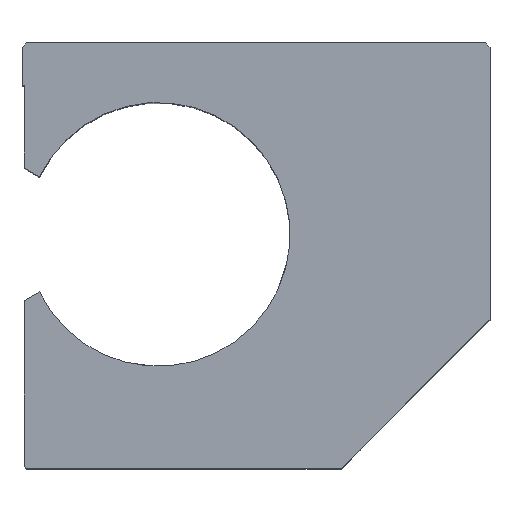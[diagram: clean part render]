
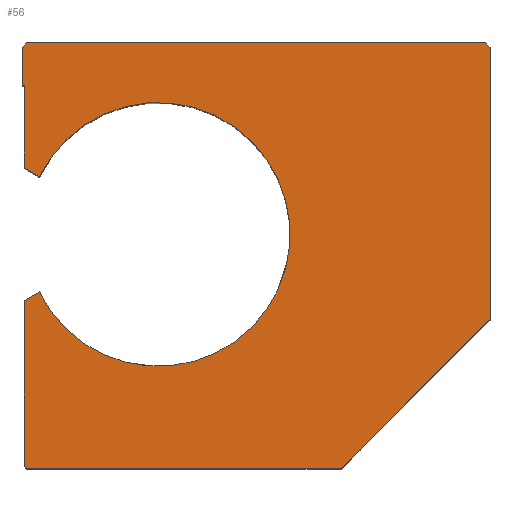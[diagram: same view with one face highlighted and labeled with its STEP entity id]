
A CAD part, top view. The second image highlights one B-rep face of the part: STEP entity #56.
In plain terms, the highlighted planar face has unit normal (0, 0, 1).
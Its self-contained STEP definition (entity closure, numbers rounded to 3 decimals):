
#56 = ADVANCED_FACE( '', ( #137 ), #138, .T. );
#137 = FACE_OUTER_BOUND( '', #262, .T. );
#138 = PLANE( '', #263 );
#262 = EDGE_LOOP( '', ( #381, #382, #383, #384, #385, #386, #387, #388, #389, #390, #391, #392, #393, #394 ) );
#263 = AXIS2_PLACEMENT_3D( '', #395, #396, #397 );
#381 = ORIENTED_EDGE( '', *, *, #641, .T. );
#382 = ORIENTED_EDGE( '', *, *, #642, .T. );
#383 = ORIENTED_EDGE( '', *, *, #643, .T. );
#384 = ORIENTED_EDGE( '', *, *, #644, .T. );
#385 = ORIENTED_EDGE( '', *, *, #645, .T. );
#386 = ORIENTED_EDGE( '', *, *, #646, .F. );
#387 = ORIENTED_EDGE( '', *, *, #647, .T. );
#388 = ORIENTED_EDGE( '', *, *, #648, .T. );
#389 = ORIENTED_EDGE( '', *, *, #649, .T. );
#390 = ORIENTED_EDGE( '', *, *, #650, .T. );
#391 = ORIENTED_EDGE( '', *, *, #651, .T. );
#392 = ORIENTED_EDGE( '', *, *, #652, .T. );
#393 = ORIENTED_EDGE( '', *, *, #653, .T. );
#394 = ORIENTED_EDGE( '', *, *, #654, .T. );
#395 = CARTESIAN_POINT( '', ( -23., 55., 91. ) );
#396 = DIRECTION( '', ( 0., 0., 1. ) );
#397 = DIRECTION( '', ( 1., 0., 0. ) );
#641 = EDGE_CURVE( '', #739, #740, #741, .T. );
#642 = EDGE_CURVE( '', #740, #742, #743, .T. );
#643 = EDGE_CURVE( '', #742, #744, #745, .T. );
#644 = EDGE_CURVE( '', #744, #746, #747, .T. );
#645 = EDGE_CURVE( '', #746, #748, #749, .T. );
#646 = EDGE_CURVE( '', #750, #748, #751, .T. );
#647 = EDGE_CURVE( '', #750, #752, #753, .T. );
#648 = EDGE_CURVE( '', #752, #754, #755, .T. );
#649 = EDGE_CURVE( '', #754, #756, #757, .T. );
#650 = EDGE_CURVE( '', #756, #758, #759, .T. );
#651 = EDGE_CURVE( '', #758, #760, #761, .T. );
#652 = EDGE_CURVE( '', #760, #762, #763, .T. );
#653 = EDGE_CURVE( '', #762, #764, #765, .T. );
#654 = EDGE_CURVE( '', #764, #739, #766, .T. );
#739 = VERTEX_POINT( '', #887 );
#740 = VERTEX_POINT( '', #888 );
#741 = LINE( '', #889, #890 );
#742 = VERTEX_POINT( '', #891 );
#743 = LINE( '', #892, #893 );
#744 = VERTEX_POINT( '', #894 );
#745 = LINE( '', #895, #896 );
#746 = VERTEX_POINT( '', #897 );
#747 = LINE( '', #898, #899 );
#748 = VERTEX_POINT( '', #900 );
#749 = LINE( '', #901, #902 );
#750 = VERTEX_POINT( '', #903 );
#751 = CIRCLE( '', #904, 31. );
#752 = VERTEX_POINT( '', #905 );
#753 = LINE( '', #906, #907 );
#754 = VERTEX_POINT( '', #908 );
#755 = LINE( '', #909, #910 );
#756 = VERTEX_POINT( '', #911 );
#757 = LINE( '', #912, #913 );
#758 = VERTEX_POINT( '', #914 );
#759 = LINE( '', #915, #916 );
#760 = VERTEX_POINT( '', #917 );
#761 = LINE( '', #918, #919 );
#762 = VERTEX_POINT( '', #920 );
#763 = LINE( '', #921, #922 );
#764 = VERTEX_POINT( '', #923 );
#765 = LINE( '', #924, #925 );
#766 = LINE( '', #926, #927 );
#887 = CARTESIAN_POINT( '', ( -54., 100., 91. ) );
#888 = CARTESIAN_POINT( '', ( -55., 99., 91. ) );
#889 = CARTESIAN_POINT( '', ( -54., 100., 91. ) );
#890 = VECTOR( '', #1172, 1000. );
#891 = CARTESIAN_POINT( '', ( -55., 90., 91. ) );
#892 = CARTESIAN_POINT( '', ( -55., 99., 91. ) );
#893 = VECTOR( '', #1173, 1000. );
#894 = CARTESIAN_POINT( '', ( -54.5, 90., 91. ) );
#895 = CARTESIAN_POINT( '', ( -55., 90., 91. ) );
#896 = VECTOR( '', #1174, 1000. );
#897 = CARTESIAN_POINT( '', ( -54.5, 70.575, 91. ) );
#898 = CARTESIAN_POINT( '', ( -54.5, 90., 91. ) );
#899 = VECTOR( '', #1175, 1000. );
#900 = CARTESIAN_POINT( '', ( -50.906, 68.5, 91. ) );
#901 = CARTESIAN_POINT( '', ( -54.5, 70.575, 91. ) );
#902 = VECTOR( '', #1176, 1000. );
#903 = CARTESIAN_POINT( '', ( -50.906, 41.5, 91. ) );
#904 = AXIS2_PLACEMENT_3D( '', #1177, #1178, #1179 );
#905 = CARTESIAN_POINT( '', ( -54.5, 39.425, 91. ) );
#906 = CARTESIAN_POINT( '', ( -50.906, 41.5, 91. ) );
#907 = VECTOR( '', #1180, 1000. );
#908 = CARTESIAN_POINT( '', ( -54.5, 0.5, 91. ) );
#909 = CARTESIAN_POINT( '', ( -54.5, 39.425, 91. ) );
#910 = VECTOR( '', #1181, 1000. );
#911 = CARTESIAN_POINT( '', ( -54., 0., 91. ) );
#912 = CARTESIAN_POINT( '', ( -54.5, 0.5, 91. ) );
#913 = VECTOR( '', #1182, 1000. );
#914 = CARTESIAN_POINT( '', ( 20., 0., 91. ) );
#915 = CARTESIAN_POINT( '', ( -54., 0., 91. ) );
#916 = VECTOR( '', #1183, 1000. );
#917 = CARTESIAN_POINT( '', ( 55., 35., 91. ) );
#918 = CARTESIAN_POINT( '', ( 20., 0., 91. ) );
#919 = VECTOR( '', #1184, 1000. );
#920 = CARTESIAN_POINT( '', ( 55., 99., 91. ) );
#921 = CARTESIAN_POINT( '', ( 55., 35., 91. ) );
#922 = VECTOR( '', #1185, 1000. );
#923 = CARTESIAN_POINT( '', ( 54., 100., 91. ) );
#924 = CARTESIAN_POINT( '', ( 55., 99., 91. ) );
#925 = VECTOR( '', #1186, 1000. );
#926 = CARTESIAN_POINT( '', ( 54., 100., 91. ) );
#927 = VECTOR( '', #1187, 1000. );
#1172 = DIRECTION( '', ( -0.707, -0.707, 0. ) );
#1173 = DIRECTION( '', ( 0., -1., 0. ) );
#1174 = DIRECTION( '', ( 1., 0., 0. ) );
#1175 = DIRECTION( '', ( 0., -1., 0. ) );
#1176 = DIRECTION( '', ( 0.866, -0.5, 0. ) );
#1177 = CARTESIAN_POINT( '', ( -23., 55., 91. ) );
#1178 = DIRECTION( '', ( 0., 0., 1. ) );
#1179 = DIRECTION( '', ( 1., 0., 0. ) );
#1180 = DIRECTION( '', ( -0.866, -0.5, 0. ) );
#1181 = DIRECTION( '', ( 0., -1., 0. ) );
#1182 = DIRECTION( '', ( 0.707, -0.707, 0. ) );
#1183 = DIRECTION( '', ( 1., 0., 0. ) );
#1184 = DIRECTION( '', ( 0.707, 0.707, 0. ) );
#1185 = DIRECTION( '', ( 0., 1., 0. ) );
#1186 = DIRECTION( '', ( -0.707, 0.707, 0. ) );
#1187 = DIRECTION( '', ( -1., 0., 0. ) );
